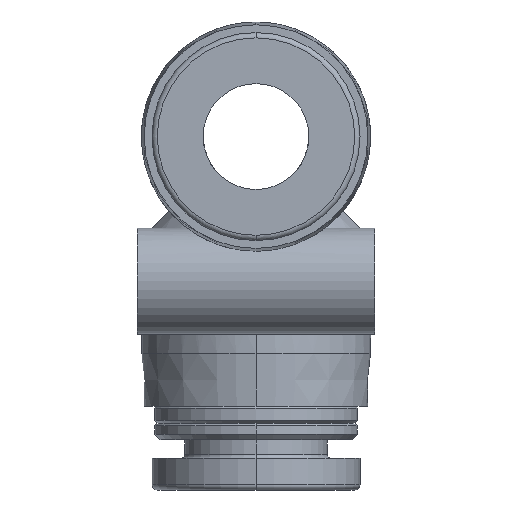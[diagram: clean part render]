
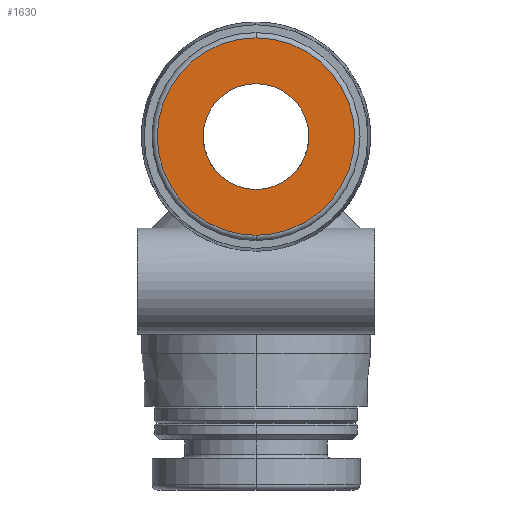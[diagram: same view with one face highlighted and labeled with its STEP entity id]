
A CAD part, left-side view. The second image highlights one B-rep face of the part: STEP entity #1630.
In plain terms, the highlighted planar face has unit normal (-1, 0, 0).
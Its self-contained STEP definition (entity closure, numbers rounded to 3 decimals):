
#80=FACE_BOUND('',#259,.T.);
#99=PLANE('',#1798);
#146=FACE_OUTER_BOUND('',#258,.T.);
#258=EDGE_LOOP('',(#1236,#1237));
#259=EDGE_LOOP('',(#1238,#1239));
#357=CIRCLE('',#1710,3.);
#376=CIRCLE('',#1746,3.);
#406=CIRCLE('',#1799,5.6);
#407=CIRCLE('',#1800,5.6);
#662=VERTEX_POINT('',#2571);
#663=VERTEX_POINT('',#2573);
#736=VERTEX_POINT('',#3033);
#737=VERTEX_POINT('',#3034);
#820=EDGE_CURVE('',#662,#663,#357,.T.);
#872=EDGE_CURVE('',#663,#662,#376,.T.);
#919=EDGE_CURVE('',#736,#737,#406,.T.);
#920=EDGE_CURVE('',#737,#736,#407,.T.);
#1236=ORIENTED_EDGE('',*,*,#919,.T.);
#1237=ORIENTED_EDGE('',*,*,#920,.T.);
#1238=ORIENTED_EDGE('',*,*,#820,.F.);
#1239=ORIENTED_EDGE('',*,*,#872,.F.);
#1630=ADVANCED_FACE('',(#146,#80),#99,.T.);
#1710=AXIS2_PLACEMENT_3D('',#2574,#1975,#1976);
#1746=AXIS2_PLACEMENT_3D('',#2916,#2062,#2063);
#1798=AXIS2_PLACEMENT_3D('',#3032,#2171,#2172);
#1799=AXIS2_PLACEMENT_3D('',#3035,#2173,#2174);
#1800=AXIS2_PLACEMENT_3D('',#3036,#2175,#2176);
#1975=DIRECTION('center_axis',(-1.,0.,0.));
#1976=DIRECTION('ref_axis',(0.,0.,1.));
#2062=DIRECTION('center_axis',(-1.,0.,0.));
#2063=DIRECTION('ref_axis',(0.,0.,-1.));
#2171=DIRECTION('center_axis',(-1.,0.,0.));
#2172=DIRECTION('ref_axis',(0.,1.,0.));
#2173=DIRECTION('center_axis',(-1.,0.,0.));
#2174=DIRECTION('ref_axis',(0.,0.,1.));
#2175=DIRECTION('center_axis',(-1.,0.,0.));
#2176=DIRECTION('ref_axis',(0.,0.,-1.));
#2571=CARTESIAN_POINT('',(-20.05,0.,23.05));
#2573=CARTESIAN_POINT('',(-20.05,0.,17.05));
#2574=CARTESIAN_POINT('Origin',(-20.05,0.,20.05));
#2916=CARTESIAN_POINT('Origin',(-20.05,0.,20.05));
#3032=CARTESIAN_POINT('Origin',(-20.05,-6.1,26.15));
#3033=CARTESIAN_POINT('',(-20.05,0.,25.65));
#3034=CARTESIAN_POINT('',(-20.05,0.,14.45));
#3035=CARTESIAN_POINT('Origin',(-20.05,0.,20.05));
#3036=CARTESIAN_POINT('Origin',(-20.05,0.,20.05));
